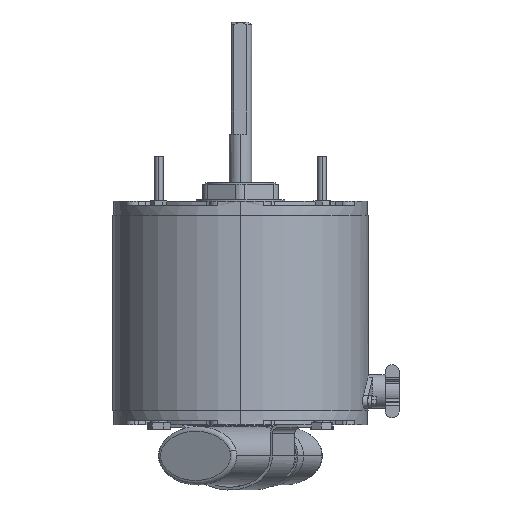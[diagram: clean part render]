
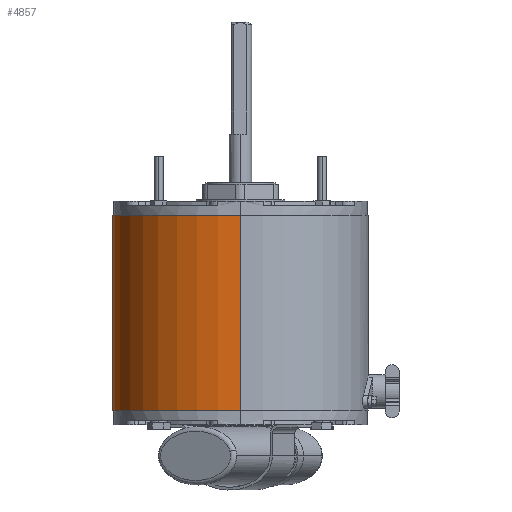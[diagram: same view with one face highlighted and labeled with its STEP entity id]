
A CAD part, left-side view. The second image highlights one B-rep face of the part: STEP entity #4857.
In plain terms, the highlighted cylindrical face has radius 72.39 mm (diameter 144.78 mm), a partial arc.
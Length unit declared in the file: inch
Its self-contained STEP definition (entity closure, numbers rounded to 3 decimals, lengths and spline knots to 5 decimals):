
#119 = AXIS2_PLACEMENT_3D ( 'NONE', #2558, #3391, #12041 ) ;
#337 = CARTESIAN_POINT ( 'NONE',  ( -2.85, 0., -8.67504 ) ) ;
#356 = DIRECTION ( 'NONE',  ( -1., 0., 0. ) ) ;
#482 = ORIENTED_EDGE ( 'NONE', *, *, #8361, .F. ) ;
#732 = EDGE_LOOP ( 'NONE', ( #3299, #10854, #11877, #482 ) ) ;
#1137 = LINE ( 'NONE', #9921, #10274 ) ;
#1291 = LINE ( 'NONE', #5164, #6431 ) ;
#1307 = DIRECTION ( 'NONE',  ( 0., 0., -1. ) ) ;
#1376 = DIRECTION ( 'NONE',  ( -1., 0., 0. ) ) ;
#1631 = DIRECTION ( 'NONE',  ( 0., 0., -1. ) ) ;
#2177 = CIRCLE ( 'NONE', #10910, 2.85 ) ;
#2513 = EDGE_CURVE ( 'NONE', #4803, #8875, #2177, .T. ) ;
#2558 = CARTESIAN_POINT ( 'NONE',  ( 0., 0., 0. ) ) ;
#2824 = CARTESIAN_POINT ( 'NONE',  ( -2.85, 0., -4.31496 ) ) ;
#3164 = CARTESIAN_POINT ( 'NONE',  ( 0., 0., -8.67504 ) ) ;
#3252 = VERTEX_POINT ( 'NONE', #337 ) ;
#3299 = ORIENTED_EDGE ( 'NONE', *, *, #2513, .T. ) ;
#3317 = EDGE_CURVE ( 'NONE', #8875, #6082, #1291, .T. ) ;
#3391 = DIRECTION ( 'NONE',  ( 0., 0., -1. ) ) ;
#4222 = DIRECTION ( 'NONE',  ( 0., 0., -1. ) ) ;
#4803 = VERTEX_POINT ( 'NONE', #2824 ) ;
#4857 = ADVANCED_FACE ( 'NONE', ( #6172 ), #11268, .T. ) ;
#5164 = CARTESIAN_POINT ( 'NONE',  ( 2.85, 0., 0. ) ) ;
#5882 = CIRCLE ( 'NONE', #11983, 2.85 ) ;
#5889 = EDGE_CURVE ( 'NONE', #3252, #6082, #5882, .T. ) ;
#6082 = VERTEX_POINT ( 'NONE', #9195 ) ;
#6172 = FACE_OUTER_BOUND ( 'NONE', #732, .T. ) ;
#6431 = VECTOR ( 'NONE', #4222, 39.37008 ) ;
#7157 = CARTESIAN_POINT ( 'NONE',  ( 2.85, 0., -4.31496 ) ) ;
#8361 = EDGE_CURVE ( 'NONE', #4803, #3252, #1137, .T. ) ;
#8875 = VERTEX_POINT ( 'NONE', #7157 ) ;
#9142 = CARTESIAN_POINT ( 'NONE',  ( 0., 0., -4.31496 ) ) ;
#9195 = CARTESIAN_POINT ( 'NONE',  ( 2.85, 0., -8.67504 ) ) ;
#9921 = CARTESIAN_POINT ( 'NONE',  ( -2.85, 0., 0. ) ) ;
#10274 = VECTOR ( 'NONE', #1631, 39.37008 ) ;
#10854 = ORIENTED_EDGE ( 'NONE', *, *, #3317, .T. ) ;
#10910 = AXIS2_PLACEMENT_3D ( 'NONE', #9142, #11050, #1376 ) ;
#11050 = DIRECTION ( 'NONE',  ( 0., 0., -1. ) ) ;
#11268 = CYLINDRICAL_SURFACE ( 'NONE', #119, 2.85 ) ;
#11877 = ORIENTED_EDGE ( 'NONE', *, *, #5889, .F. ) ;
#11983 = AXIS2_PLACEMENT_3D ( 'NONE', #3164, #1307, #356 ) ;
#12041 = DIRECTION ( 'NONE',  ( -1., 0., 0. ) ) ;
